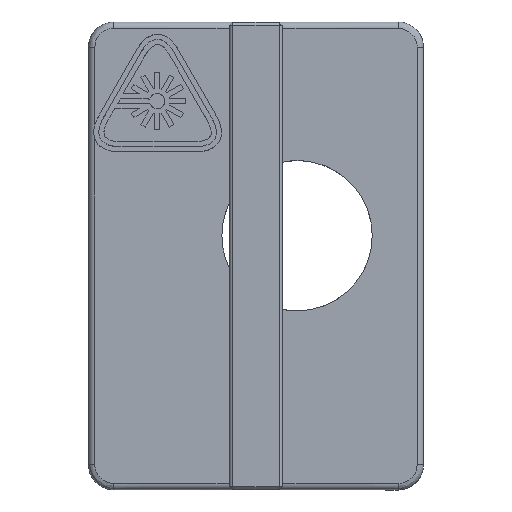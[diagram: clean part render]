
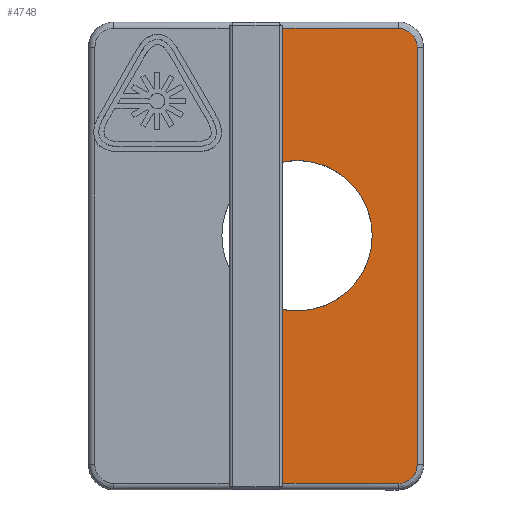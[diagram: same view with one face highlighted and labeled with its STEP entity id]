
A CAD part, top view. The second image highlights one B-rep face of the part: STEP entity #4748.
In plain terms, the highlighted planar face has unit normal (0, 0, 1).
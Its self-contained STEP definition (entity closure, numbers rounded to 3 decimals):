
#195=B_SPLINE_CURVE_WITH_KNOTS('',3,(#6379,#6380,#6381,#6382,#6383,#6384,
#6385,#6386,#6387,#6388),.UNSPECIFIED.,.F.,.F.,(4,2,2,2,4),(0.,0.117,
0.234,0.351,0.468),.UNSPECIFIED.);
#197=B_SPLINE_CURVE_WITH_KNOTS('',3,(#6458,#6459,#6460,#6461,#6462,#6463,
#6464,#6465,#6466,#6467),.UNSPECIFIED.,.F.,.F.,(4,2,2,2,4),(0.,0.117,
0.234,0.351,0.468),.UNSPECIFIED.);
#338=CIRCLE('',#5035,11.9);
#546=FACE_OUTER_BOUND('',#836,.T.);
#836=EDGE_LOOP('',(#4141,#4142,#4143,#4144,#4145,#4146,#4147,#4148));
#941=LINE('',#6248,#1431);
#973=LINE('',#6325,#1463);
#974=LINE('',#6403,#1464);
#976=LINE('',#6481,#1466);
#1307=LINE('',#8872,#1797);
#1431=VECTOR('',#5204,10.);
#1463=VECTOR('',#5286,10.);
#1464=VECTOR('',#5293,10.);
#1466=VECTOR('',#5301,10.);
#1797=VECTOR('',#5944,10.);
#1922=VERTEX_POINT('',#6245);
#1923=VERTEX_POINT('',#6247);
#1943=VERTEX_POINT('',#6323);
#1945=VERTEX_POINT('',#6377);
#1947=VERTEX_POINT('',#6401);
#1949=VERTEX_POINT('',#6456);
#1950=VERTEX_POINT('',#6479);
#2301=VERTEX_POINT('',#8870);
#2387=EDGE_CURVE('',#1922,#1923,#941,.T.);
#2426=EDGE_CURVE('',#1943,#1922,#973,.T.);
#2428=EDGE_CURVE('',#1945,#1943,#195,.T.);
#2431=EDGE_CURVE('',#1947,#1945,#974,.T.);
#2434=EDGE_CURVE('',#1949,#1947,#197,.T.);
#2437=EDGE_CURVE('',#1950,#1949,#976,.T.);
#2942=EDGE_CURVE('',#2301,#1950,#1307,.T.);
#2943=EDGE_CURVE('',#2301,#1923,#338,.T.);
#4141=ORIENTED_EDGE('',*,*,#2437,.F.);
#4142=ORIENTED_EDGE('',*,*,#2942,.F.);
#4143=ORIENTED_EDGE('',*,*,#2943,.T.);
#4144=ORIENTED_EDGE('',*,*,#2387,.F.);
#4145=ORIENTED_EDGE('',*,*,#2426,.F.);
#4146=ORIENTED_EDGE('',*,*,#2428,.F.);
#4147=ORIENTED_EDGE('',*,*,#2431,.F.);
#4148=ORIENTED_EDGE('',*,*,#2434,.F.);
#4515=PLANE('',#5034);
#4748=ADVANCED_FACE('',(#546),#4515,.F.);
#5034=AXIS2_PLACEMENT_3D('',#8873,#5945,#5946);
#5035=AXIS2_PLACEMENT_3D('',#8874,#5947,#5948);
#5204=DIRECTION('',(0.,1.,0.));
#5286=DIRECTION('',(-1.,0.,0.));
#5293=DIRECTION('',(0.,-1.,0.));
#5301=DIRECTION('',(1.,0.,0.));
#5944=DIRECTION('',(0.,1.,0.));
#5945=DIRECTION('center_axis',(0.,0.,-1.));
#5946=DIRECTION('ref_axis',(-1.,0.,0.));
#5947=DIRECTION('center_axis',(0.,0.,-1.));
#5948=DIRECTION('ref_axis',(-1.,0.,0.));
#6245=CARTESIAN_POINT('',(3.,-36.001,25.9));
#6247=CARTESIAN_POINT('',(3.,-8.173,25.9));
#6248=CARTESIAN_POINT('',(3.,-18.5,25.9));
#6323=CARTESIAN_POINT('',(22.502,-36.001,25.9));
#6325=CARTESIAN_POINT('',(10.749,-36.001,25.9));
#6377=CARTESIAN_POINT('',(25.502,-33.001,25.9));
#6379=CARTESIAN_POINT('Ctrl Pts',(25.502,-33.001,25.9));
#6380=CARTESIAN_POINT('Ctrl Pts',(25.502,-33.391,25.9));
#6381=CARTESIAN_POINT('Ctrl Pts',(25.423,-33.788,25.9));
#6382=CARTESIAN_POINT('Ctrl Pts',(25.124,-34.51,25.9));
#6383=CARTESIAN_POINT('Ctrl Pts',(24.9,-34.846,25.9));
#6384=CARTESIAN_POINT('Ctrl Pts',(24.347,-35.398,25.9));
#6385=CARTESIAN_POINT('Ctrl Pts',(24.011,-35.623,25.9));
#6386=CARTESIAN_POINT('Ctrl Pts',(23.289,-35.922,25.9));
#6387=CARTESIAN_POINT('Ctrl Pts',(22.892,-36.001,25.9));
#6388=CARTESIAN_POINT('Ctrl Pts',(22.502,-36.001,25.9));
#6401=CARTESIAN_POINT('',(25.502,33.001,25.9));
#6403=CARTESIAN_POINT('',(25.502,-12.999,25.9));
#6456=CARTESIAN_POINT('',(22.502,36.001,25.9));
#6458=CARTESIAN_POINT('Ctrl Pts',(22.502,36.001,25.9));
#6459=CARTESIAN_POINT('Ctrl Pts',(22.892,36.001,25.9));
#6460=CARTESIAN_POINT('Ctrl Pts',(23.289,35.922,25.9));
#6461=CARTESIAN_POINT('Ctrl Pts',(24.011,35.623,25.9));
#6462=CARTESIAN_POINT('Ctrl Pts',(24.347,35.399,25.9));
#6463=CARTESIAN_POINT('Ctrl Pts',(24.899,34.846,25.9));
#6464=CARTESIAN_POINT('Ctrl Pts',(25.124,34.51,25.9));
#6465=CARTESIAN_POINT('Ctrl Pts',(25.423,33.789,25.9));
#6466=CARTESIAN_POINT('Ctrl Pts',(25.502,33.391,25.9));
#6467=CARTESIAN_POINT('Ctrl Pts',(25.502,33.001,25.9));
#6479=CARTESIAN_POINT('',(3.,36.001,25.9));
#6481=CARTESIAN_POINT('',(0.324,36.001,25.9));
#8870=CARTESIAN_POINT('',(3.,14.576,25.9));
#8872=CARTESIAN_POINT('',(3.,-18.5,25.9));
#8873=CARTESIAN_POINT('Origin',(0.,0.,25.9));
#8874=CARTESIAN_POINT('Origin',(6.497,3.201,25.9));
